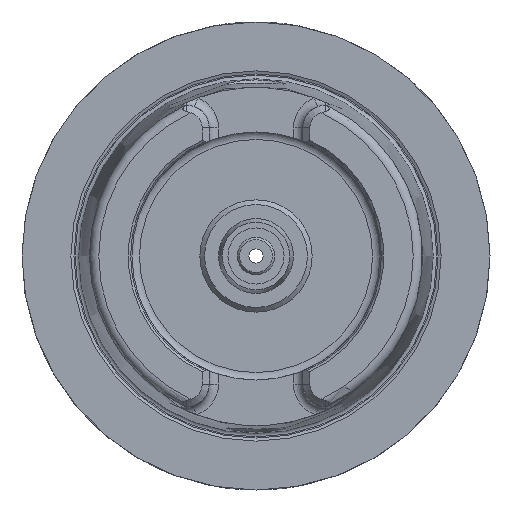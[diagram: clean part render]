
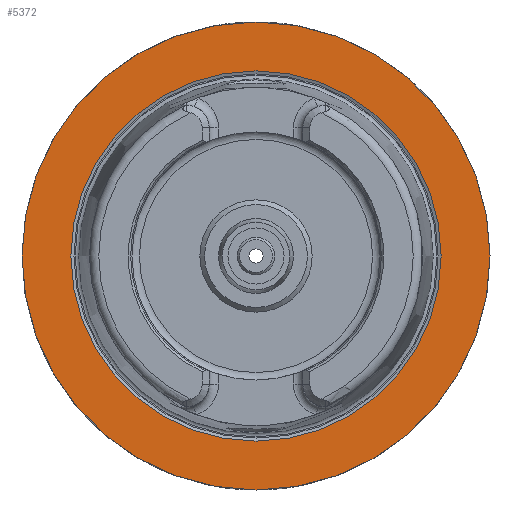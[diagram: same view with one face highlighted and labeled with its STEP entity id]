
A CAD part, left-side view. The second image highlights one B-rep face of the part: STEP entity #5372.
In plain terms, the highlighted planar face has unit normal (-1, 0, 0).
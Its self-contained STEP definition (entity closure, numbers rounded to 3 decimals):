
#4554=CARTESIAN_POINT('',(0.,50.0,0.0));
#4555=VERTEX_POINT('',#4554);
#4556=CARTESIAN_POINT('',(0.,0.,0.0));
#4557=DIRECTION('',(1.0,0.0,0.0));
#4558=DIRECTION('',(0.0,1.0,0.0));
#4559=AXIS2_PLACEMENT_3D('',#4556,#4557,#4558);
#4560=CIRCLE('',#4559,50.0);
#4561=EDGE_CURVE('',#4555,#4555,#4560,.T.);
#5346=CARTESIAN_POINT('',(0.,39.55,0.0));
#5347=VERTEX_POINT('',#5346);
#5348=CARTESIAN_POINT('',(0.,0.,0.0));
#5349=DIRECTION('',(1.0,0.0,0.0));
#5350=DIRECTION('',(0.0,1.0,0.0));
#5351=AXIS2_PLACEMENT_3D('',#5348,#5349,#5350);
#5352=CIRCLE('',#5351,39.55);
#5353=EDGE_CURVE('',#5347,#5347,#5352,.T.);
#5361=CARTESIAN_POINT('',(0.,44.775,0.0));
#5362=DIRECTION('',(-1.0,0.0,0.0));
#5363=DIRECTION('',(0.0,0.0,1.0));
#5364=AXIS2_PLACEMENT_3D('',#5361,#5362,#5363);
#5365=PLANE('',#5364);
#5366=ORIENTED_EDGE('',*,*,#4561,.F.);
#5367=EDGE_LOOP('',(#5366));
#5368=FACE_OUTER_BOUND('',#5367,.T.);
#5369=ORIENTED_EDGE('',*,*,#5353,.T.);
#5370=EDGE_LOOP('',(#5369));
#5371=FACE_BOUND('',#5370,.T.);
#5372=ADVANCED_FACE('',(#5368,#5371),#5365,.T.);
